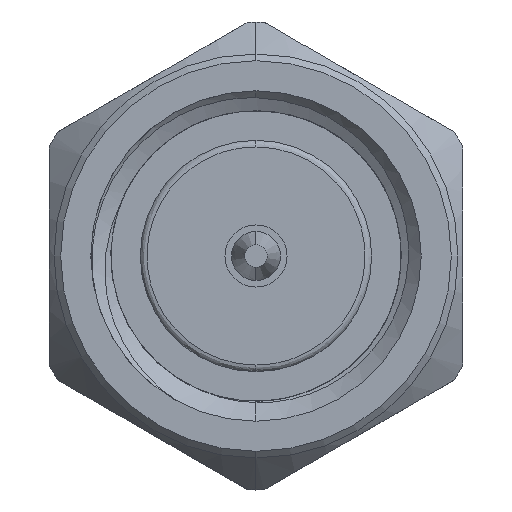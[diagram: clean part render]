
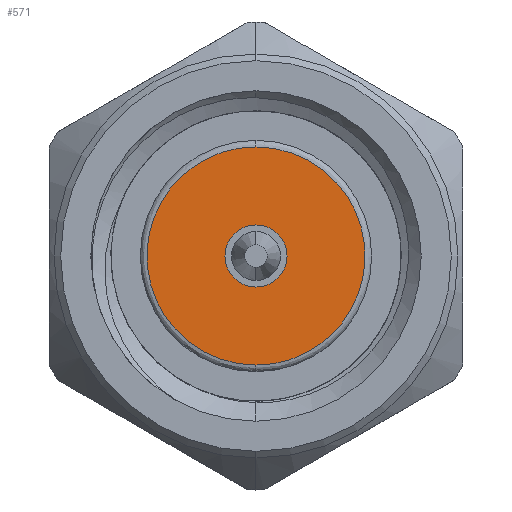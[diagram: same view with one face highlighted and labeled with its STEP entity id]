
A CAD part, left-side view. The second image highlights one B-rep face of the part: STEP entity #571.
In plain terms, the highlighted planar face has unit normal (-1, 0, 0).
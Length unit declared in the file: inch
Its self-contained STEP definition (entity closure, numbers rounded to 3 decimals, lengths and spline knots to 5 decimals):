
#431 = VERTEX_POINT ( 'NONE', #5145 ) ;
#497 = CIRCLE ( 'NONE', #4240, 0.0235 ) ;
#571 = ADVANCED_FACE ( 'NONE', ( #6043, #4531 ), #2435, .F. ) ;
#580 = EDGE_LOOP ( 'NONE', ( #4596, #667 ) ) ;
#667 = ORIENTED_EDGE ( 'NONE', *, *, #4160, .F. ) ;
#789 = CARTESIAN_POINT ( 'NONE',  ( 0.11, 0., -0.0825 ) ) ;
#913 = CARTESIAN_POINT ( 'NONE',  ( 0.11, 0.165, -0.0825 ) ) ;
#1079 = ORIENTED_EDGE ( 'NONE', *, *, #5511, .F. ) ;
#1108 =( BOUNDED_CURVE ( )  B_SPLINE_CURVE ( 3, ( #789, #913, #3460, #3861 ),
 .UNSPECIFIED., .F., .F. ) 
 B_SPLINE_CURVE_WITH_KNOTS ( ( 4, 4 ),
 ( 0., 1. ),
 .UNSPECIFIED. ) 
 CURVE ( )  GEOMETRIC_REPRESENTATION_ITEM ( )  RATIONAL_B_SPLINE_CURVE ( ( 1., 0.333, 0.333, 1. ) ) 
 REPRESENTATION_ITEM ( '' )  );
#1255 = CIRCLE ( 'NONE', #3383, 0.0235 ) ;
#1451 = DIRECTION ( 'NONE',  ( 0., 1., 0. ) ) ;
#1738 = VERTEX_POINT ( 'NONE', #4279 ) ;
#1865 = AXIS2_PLACEMENT_3D ( 'NONE', #6625, #6587, #1451 ) ;
#1950 = CARTESIAN_POINT ( 'NONE',  ( 0.11, -0.165, -0.0825 ) ) ;
#2199 = CARTESIAN_POINT ( 'NONE',  ( 0.11, 0., 0. ) ) ;
#2435 = PLANE ( 'NONE',  #1865 ) ;
#2529 = CARTESIAN_POINT ( 'NONE',  ( 0.11, 0., -0.0825 ) ) ;
#2771 = DIRECTION ( 'NONE',  ( 0., 0., -1. ) ) ;
#3032 = CARTESIAN_POINT ( 'NONE',  ( 0.11, 0., -0.0825 ) ) ;
#3368 =( BOUNDED_CURVE ( )  B_SPLINE_CURVE ( 3, ( #6069, #5603, #1950, #2529 ),
 .UNSPECIFIED., .F., .F. ) 
 B_SPLINE_CURVE_WITH_KNOTS ( ( 4, 4 ),
 ( 0., 1. ),
 .UNSPECIFIED. ) 
 CURVE ( )  GEOMETRIC_REPRESENTATION_ITEM ( )  RATIONAL_B_SPLINE_CURVE ( ( 1., 0.333, 0.333, 1. ) ) 
 REPRESENTATION_ITEM ( '' )  );
#3383 = AXIS2_PLACEMENT_3D ( 'NONE', #6319, #5304, #5783 ) ;
#3460 = CARTESIAN_POINT ( 'NONE',  ( 0.11, 0.165, 0.0825 ) ) ;
#3825 = DIRECTION ( 'NONE',  ( -1., 0., 0. ) ) ;
#3861 = CARTESIAN_POINT ( 'NONE',  ( 0.11, 0., 0.0825 ) ) ;
#3950 = EDGE_CURVE ( 'NONE', #4377, #1738, #1108, .T. ) ;
#4160 = EDGE_CURVE ( 'NONE', #431, #5093, #1255, .T. ) ;
#4240 = AXIS2_PLACEMENT_3D ( 'NONE', #2199, #3825, #2771 ) ;
#4268 = EDGE_LOOP ( 'NONE', ( #5303, #1079 ) ) ;
#4279 = CARTESIAN_POINT ( 'NONE',  ( 0.11, 0., 0.0825 ) ) ;
#4377 = VERTEX_POINT ( 'NONE', #3032 ) ;
#4531 = FACE_OUTER_BOUND ( 'NONE', #4268, .T. ) ;
#4596 = ORIENTED_EDGE ( 'NONE', *, *, #4614, .F. ) ;
#4614 = EDGE_CURVE ( 'NONE', #5093, #431, #497, .T. ) ;
#5093 = VERTEX_POINT ( 'NONE', #5581 ) ;
#5145 = CARTESIAN_POINT ( 'NONE',  ( 0.11, 0., 0.0235 ) ) ;
#5303 = ORIENTED_EDGE ( 'NONE', *, *, #3950, .F. ) ;
#5304 = DIRECTION ( 'NONE',  ( -1., 0., 0. ) ) ;
#5511 = EDGE_CURVE ( 'NONE', #1738, #4377, #3368, .T. ) ;
#5581 = CARTESIAN_POINT ( 'NONE',  ( 0.11, 0., -0.0235 ) ) ;
#5603 = CARTESIAN_POINT ( 'NONE',  ( 0.11, -0.165, 0.0825 ) ) ;
#5783 = DIRECTION ( 'NONE',  ( 0., 0., -1. ) ) ;
#6043 = FACE_BOUND ( 'NONE', #580, .T. ) ;
#6069 = CARTESIAN_POINT ( 'NONE',  ( 0.11, 0., 0.0825 ) ) ;
#6319 = CARTESIAN_POINT ( 'NONE',  ( 0.11, 0., 0. ) ) ;
#6587 = DIRECTION ( 'NONE',  ( 1., 0., 0. ) ) ;
#6625 = CARTESIAN_POINT ( 'NONE',  ( 0.11, 0., 0. ) ) ;
